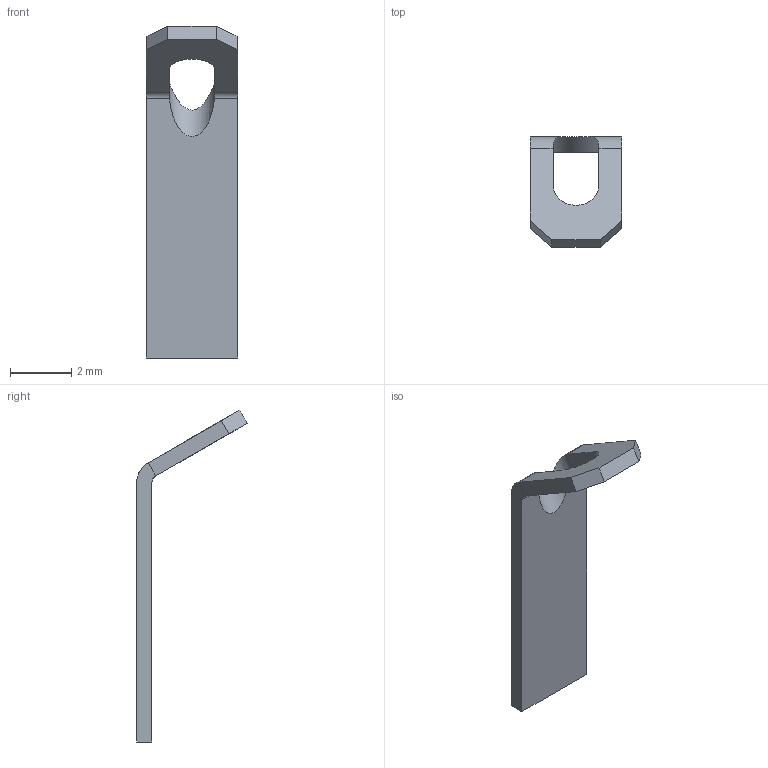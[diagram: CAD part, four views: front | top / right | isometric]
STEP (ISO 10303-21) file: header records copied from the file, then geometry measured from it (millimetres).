
FILE_DESCRIPTION (( 'STEP AP203' ), '1' );
FILE_NAME ('CONNECTION- DC MOTOR- JGB37-520-1_Default_sldprt.STEP', '2022-09-20T08:33:11', ( '' ), ( '' ), 'SwSTEP 2.0', 'SolidWorks 2020', '' );
FILE_SCHEMA (( 'CONFIG_CONTROL_DESIGN' ));
Length unit declared in the file: millimetre
Products named in the file (1): CONNECTION- DC MOTOR- JGB37-520-1_Default_sldprt
Bounding box: 3 x 3.62 x 10.88 mm (x, y, z)
Volume: 16.2 mm3; surface area: 84.7 mm2
Topology: 1 solids, 1 shells, 21 faces, 59 edges, 38 vertices
Faces by surface type: plane 14, cylinder 7
Entity records: 762 total; most frequent: CARTESIAN_POINT 141, ORIENTED_EDGE 118, DIRECTION 109, EDGE_CURVE 59, LINE 41, VECTOR 41, VERTEX_POINT 38, AXIS2_PLACEMENT_3D 34
